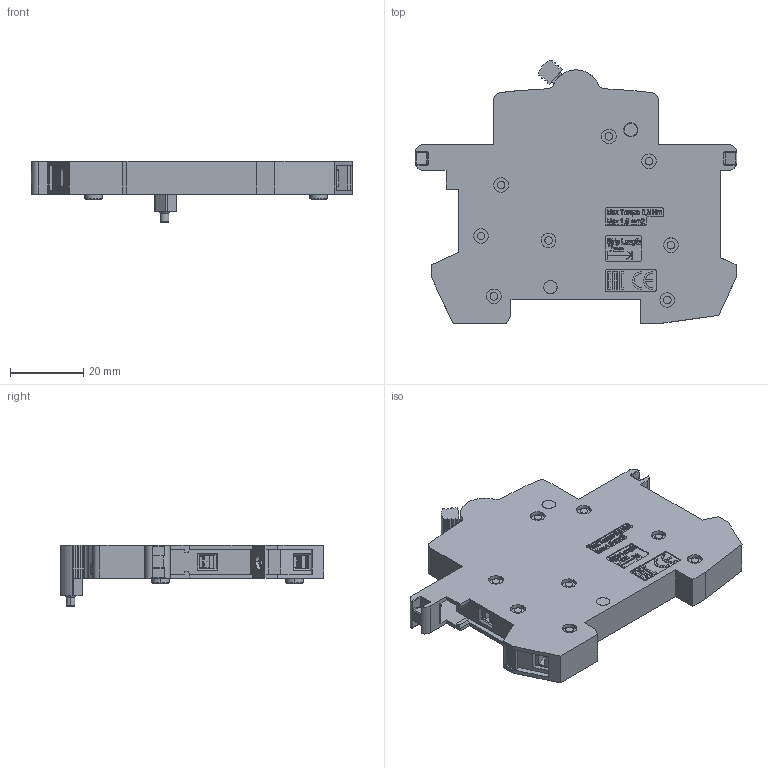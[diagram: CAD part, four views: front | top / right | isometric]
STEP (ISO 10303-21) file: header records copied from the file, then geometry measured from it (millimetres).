
FILE_DESCRIPTION((''),'2;1');
FILE_NAME('PS_KZS-2M_4M_ASM','2020-12-24T',('marketing.praksa'),('Audax d.o.o.'),'CREO PARAMETRIC BY PTC INC, 2017480','CREO PARAMETRIC BY PTC INC, 2017480','');
FILE_SCHEMA(('AUTOMOTIVE_DESIGN { 1 0 10303 214 1 1 1 1 }'));
Products named in the file (14): 0000022013_1_1_2_1; ASM0005_ASM_1_ASM; ASM0006_ASM; ASM0007_ASM; ASM0009_ASM; ASM0010_ASM; ASM0011_ASM; TMP_DWG_65_1_1_1_2_1_2; TMP_DWG_65_1_2_1_2_1_2; TMP_DWG_65_1_3_1_2_1_2; ASM0008_1_ASM; ASM0012_ASM; PRT0006; PS_KZS-2M_4M_ASM
Assembly tree (13 placements, depth 4):
  PS_KZS-2M_4M_ASM
    ASM0005_ASM_1_ASM
      0000022013_1_1_2_1
    ASM0006_ASM
    ASM0007_ASM
    ASM0009_ASM
    ASM0010_ASM
    ASM0011_ASM
    ASM0012_ASM
      ASM0008_1_ASM
        TMP_DWG_65_1_1_1_2_1_2
        TMP_DWG_65_1_2_1_2_1_2
        TMP_DWG_65_1_3_1_2_1_2
    PRT0006
Bounding box: 88 x 72.15 x 16.8 mm (x, y, z)
Volume: 33702.9 mm3; surface area: 19421.6 mm2
Topology: 6 solids, 26 shells, 2935 faces, 8132 edges, 5358 vertices
Faces by surface type: plane 1651, extrusion 756, cylinder 388, cone 58, torus 40, bspline 24, sphere 18
Entity records: 146781 total; most frequent: CARTESIAN_POINT 26088, ORIENTED_EDGE 16204, DIRECTION 12599, PRESENTATION_STYLE_ASSIGNMENT 11834, STYLED_ITEM 11833, CURVE_STYLE 8878, EDGE_CURVE 8122, VECTOR 6065
